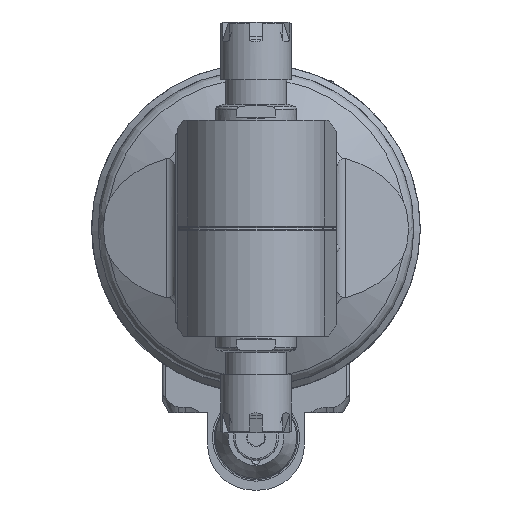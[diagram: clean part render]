
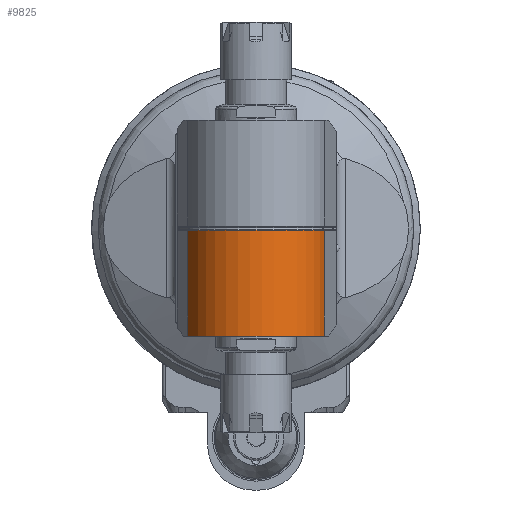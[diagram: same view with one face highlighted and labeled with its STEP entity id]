
A CAD part, front view. The second image highlights one B-rep face of the part: STEP entity #9825.
In plain terms, the highlighted cylindrical face has radius 22 mm (diameter 44 mm), a partial arc.
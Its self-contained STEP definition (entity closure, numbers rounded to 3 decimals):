
#921=FACE_OUTER_BOUND('',#1522,.T.);
#1522=EDGE_LOOP('',(#6746,#6747,#6748,#6749));
#2216=LINE('',#14835,#2903);
#2226=LINE('',#14894,#2913);
#2903=VECTOR('',#11693,32.834);
#2913=VECTOR('',#11735,32.834);
#3576=CIRCLE('',#10465,22.);
#3601=CIRCLE('',#10517,22.);
#4074=VERTEX_POINT('',#14557);
#4075=VERTEX_POINT('',#14559);
#4123=VERTEX_POINT('',#14833);
#4133=VERTEX_POINT('',#14888);
#5080=EDGE_CURVE('',#4074,#4075,#3576,.T.);
#5144=EDGE_CURVE('',#4074,#4123,#2216,.T.);
#5161=EDGE_CURVE('',#4133,#4123,#3601,.T.);
#5164=EDGE_CURVE('',#4133,#4075,#2226,.T.);
#6746=ORIENTED_EDGE('',*,*,#5161,.F.);
#6747=ORIENTED_EDGE('',*,*,#5164,.T.);
#6748=ORIENTED_EDGE('',*,*,#5080,.F.);
#6749=ORIENTED_EDGE('',*,*,#5144,.T.);
#9667=CYLINDRICAL_SURFACE('',#10519,22.);
#9825=ADVANCED_FACE('',(#921),#9667,.T.);
#10465=AXIS2_PLACEMENT_3D('',#14560,#11602,#11603);
#10517=AXIS2_PLACEMENT_3D('',#14889,#11728,#11729);
#10519=AXIS2_PLACEMENT_3D('',#14893,#11733,#11734);
#11602=DIRECTION('center_axis',(0.,-1.,0.));
#11603=DIRECTION('ref_axis',(0.259,0.,-0.966));
#11693=DIRECTION('',(0.,1.,0.));
#11728=DIRECTION('center_axis',(0.,1.,0.));
#11729=DIRECTION('ref_axis',(0.259,0.,0.966));
#11733=DIRECTION('center_axis',(0.,1.,0.));
#11734=DIRECTION('ref_axis',(1.,0.,0.));
#11735=DIRECTION('',(0.,-1.,0.));
#14557=CARTESIAN_POINT('',(185.694,-33.5,-21.25));
#14559=CARTESIAN_POINT('',(185.694,-33.5,21.25));
#14560=CARTESIAN_POINT('Origin',(180.,-33.5,0.));
#14833=CARTESIAN_POINT('',(185.694,-0.666,-21.25));
#14835=CARTESIAN_POINT('',(185.694,-33.5,-21.25));
#14888=CARTESIAN_POINT('',(185.694,-0.666,21.25));
#14889=CARTESIAN_POINT('Origin',(180.,-0.666,0.));
#14893=CARTESIAN_POINT('Origin',(180.,-71.538,0.));
#14894=CARTESIAN_POINT('',(185.694,-0.666,21.25));
